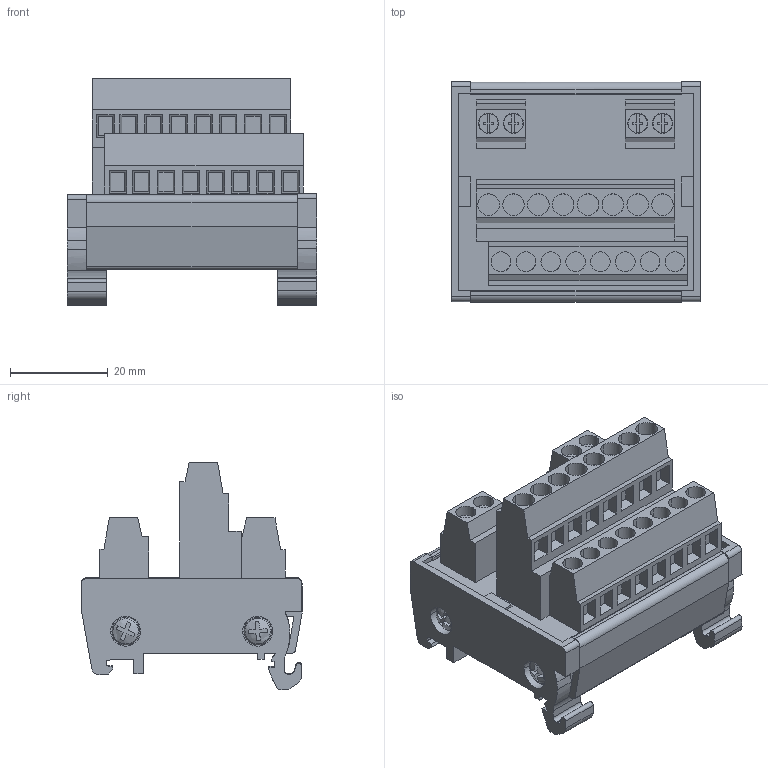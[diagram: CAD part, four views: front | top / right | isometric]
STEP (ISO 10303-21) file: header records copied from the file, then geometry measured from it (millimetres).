
FILE_DESCRIPTION(('CATIA V5R22 STEP214','CAx-IF Rec.Pracs.--- Model Styling and Organization---1.4--- 2014-01-23'),'2;1');
FILE_NAME ('031971-2_0_8252010000_3D_8252010000.stp','2023-09-29T08:32:34+00:00',('none'),('Weidmueller'),'CATIA Version 5-6 Release 2016 SP3 HF44','CATIA V5 STEP AP214','none');
FILE_SCHEMA(('AUTOMOTIVE_DESIGN { 1 0 10303 214 1 1 1 1 }'));
Length unit declared in the file: millimetre
Products named in the file (1): 3D_8252010000
Bounding box: 51 x 45.15 x 46.6 mm (x, y, z)
Volume: 32561.7 mm3; surface area: 24289.7 mm2
Topology: 1 solids, 5 shells, 754 faces, 2572 edges, 1873 vertices
Faces by surface type: plane 553, cylinder 189, bspline 12
Entity records: 32051 total; most frequent: CARTESIAN_POINT 9464, ORIENTED_EDGE 5144, DIRECTION 3617, EDGE_CURVE 2572, VERTEX_POINT 1873, VECTOR 1531, LINE 1531, AXIS2_PLACEMENT_3D 1345
